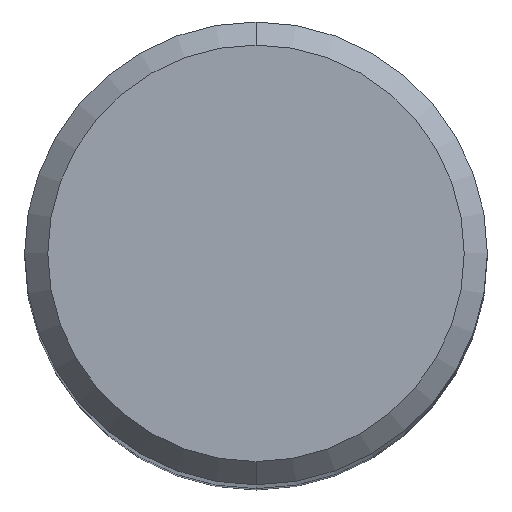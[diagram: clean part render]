
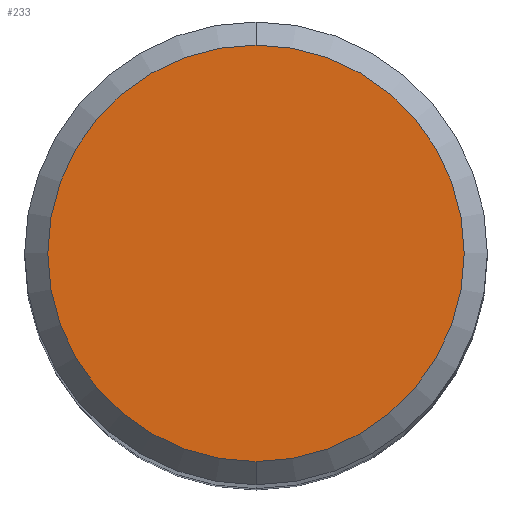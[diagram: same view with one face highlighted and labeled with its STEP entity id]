
A CAD part, top view. The second image highlights one B-rep face of the part: STEP entity #233.
In plain terms, the highlighted planar face has unit normal (0, 0, 1).
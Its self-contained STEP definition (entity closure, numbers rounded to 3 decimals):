
#139=VERTEX_POINT('',#370);
#233=ADVANCED_FACE('',(#479),#480,.T.);
#235=EDGE_CURVE('',#139,#341,#482,.T.);
#307=EDGE_CURVE('',#341,#139,#561,.T.);
#341=VERTEX_POINT('',#599);
#370=CARTESIAN_POINT('',(0.0,3.6,0.));
#479=FACE_OUTER_BOUND('',#756,.T.);
#480=PLANE('',#757);
#482=CIRCLE('',#760,3.6);
#561=CIRCLE('',#872,3.6);
#599=CARTESIAN_POINT('',(0.,-3.6,0.));
#756=EDGE_LOOP('',(#1090,#1091));
#757=AXIS2_PLACEMENT_3D('',#1092,#1093,#1094);
#760=AXIS2_PLACEMENT_3D('',#1095,#1096,#1097);
#872=AXIS2_PLACEMENT_3D('',#1190,#1191,#1192);
#1090=ORIENTED_EDGE('',*,*,#235,.F.);
#1091=ORIENTED_EDGE('',*,*,#307,.F.);
#1092=CARTESIAN_POINT('',(0.0,1.8,0.));
#1093=DIRECTION('',(-0.0,0.0,1.0));
#1094=DIRECTION('',(0.0,-1.0,0.0));
#1095=CARTESIAN_POINT('',(0.0,0.0,0.));
#1096=DIRECTION('',(0.0,0.0,-1.0));
#1097=DIRECTION('',(0.0,1.0,0.0));
#1190=CARTESIAN_POINT('',(0.0,0.0,0.));
#1191=DIRECTION('',(0.0,0.0,-1.0));
#1192=DIRECTION('',(0.0,1.0,0.0));
